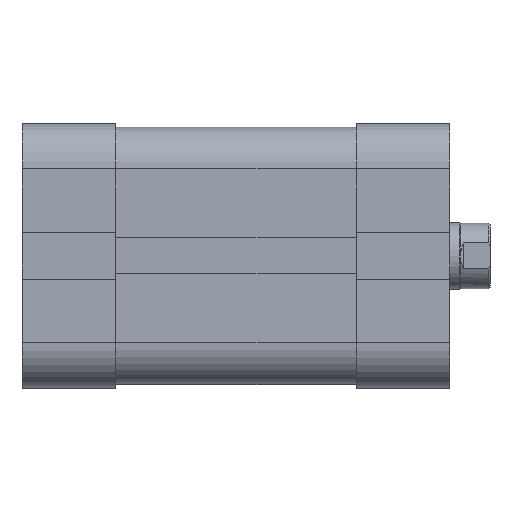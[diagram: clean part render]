
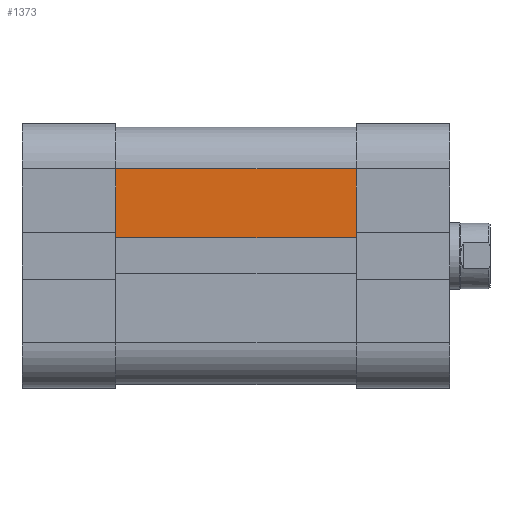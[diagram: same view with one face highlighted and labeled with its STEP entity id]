
A CAD part, top view. The second image highlights one B-rep face of the part: STEP entity #1373.
In plain terms, the highlighted face is planar.
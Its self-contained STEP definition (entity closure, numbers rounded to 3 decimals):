
#313 = VERTEX_POINT ( 'NONE', #4245 ) ;
#314 = VERTEX_POINT ( 'NONE', #4246 ) ;
#316 = VERTEX_POINT ( 'NONE', #4248 ) ;
#321 = VERTEX_POINT ( 'NONE', #4251 ) ;
#421 = LINE ( 'NONE', #3082, #422 ) ;
#422 = VECTOR ( 'NONE', #3083, 1000. ) ;
#1373 = ADVANCED_FACE ( 'NONE', ( #1809 ), #5016, .T. ) ;
#1809 = FACE_OUTER_BOUND ( 'NONE', #5734, .T. ) ;
#2239 = LINE ( 'NONE', #2812, #2242 ) ;
#2242 = VECTOR ( 'NONE', #2814, 1000. ) ;
#2247 = LINE ( 'NONE', #2820, #2248 ) ;
#2248 = VECTOR ( 'NONE', #2821, 1000. ) ;
#2251 = LINE ( 'NONE', #2830, #2265 ) ;
#2265 = VECTOR ( 'NONE', #2842, 1000. ) ;
#2812 = CARTESIAN_POINT ( 'NONE',  ( 16.55, 0., -36. ) ) ;
#2814 = DIRECTION ( 'NONE',  ( 0., 0., 1. ) ) ;
#2820 = CARTESIAN_POINT ( 'NONE',  ( 6.25, 0., -36. ) ) ;
#2821 = DIRECTION ( 'NONE',  ( 0., 0., 1. ) ) ;
#2830 = CARTESIAN_POINT ( 'NONE',  ( 6.25, 0., 0. ) ) ;
#2842 = DIRECTION ( 'NONE',  ( 1., 0., 0. ) ) ;
#3082 = CARTESIAN_POINT ( 'NONE',  ( 6.25, 0., -36. ) ) ;
#3083 = DIRECTION ( 'NONE',  ( 1., 0., 0. ) ) ;
#3612 = ORIENTED_EDGE ( 'NONE', *, *, #6682, .T. ) ;
#3614 = ORIENTED_EDGE ( 'NONE', *, *, #6579, .F. ) ;
#3638 = ORIENTED_EDGE ( 'NONE', *, *, #6567, .T. ) ;
#3703 = ORIENTED_EDGE ( 'NONE', *, *, #6570, .F. ) ;
#4245 = CARTESIAN_POINT ( 'NONE',  ( 16.55, 0., -36. ) ) ;
#4246 = CARTESIAN_POINT ( 'NONE',  ( 16.55, 0., 0. ) ) ;
#4248 = CARTESIAN_POINT ( 'NONE',  ( 6.25, 0., -36. ) ) ;
#4251 = CARTESIAN_POINT ( 'NONE',  ( 6.25, 0., 0. ) ) ;
#5016 = PLANE ( 'NONE',  #7163 ) ;
#5019 = CARTESIAN_POINT ( 'NONE',  ( 6.25, 0., -36. ) ) ;
#5025 = DIRECTION ( 'NONE',  ( 0., -1., 0. ) ) ;
#5026 = DIRECTION ( 'NONE',  ( 0., 0., -1. ) ) ;
#5734 = EDGE_LOOP ( 'NONE', ( #3638, #3614, #3703, #3612 ) ) ;
#6567 = EDGE_CURVE ( 'NONE', #313, #314, #2239, .T. ) ;
#6570 = EDGE_CURVE ( 'NONE', #316, #321, #2247, .T. ) ;
#6579 = EDGE_CURVE ( 'NONE', #321, #314, #2251, .T. ) ;
#6682 = EDGE_CURVE ( 'NONE', #316, #313, #421, .T. ) ;
#7163 = AXIS2_PLACEMENT_3D ( 'NONE', #5019, #5025, #5026 ) ;
